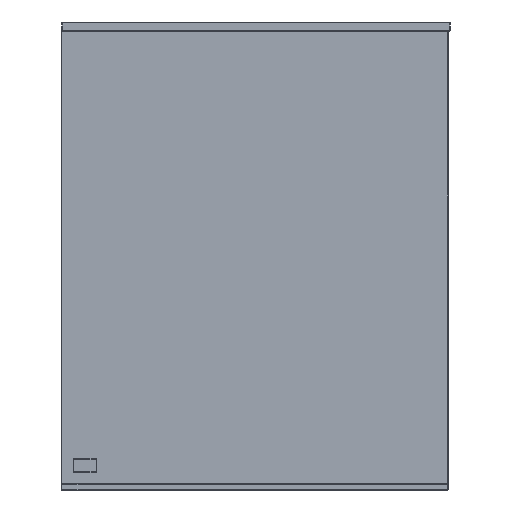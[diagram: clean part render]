
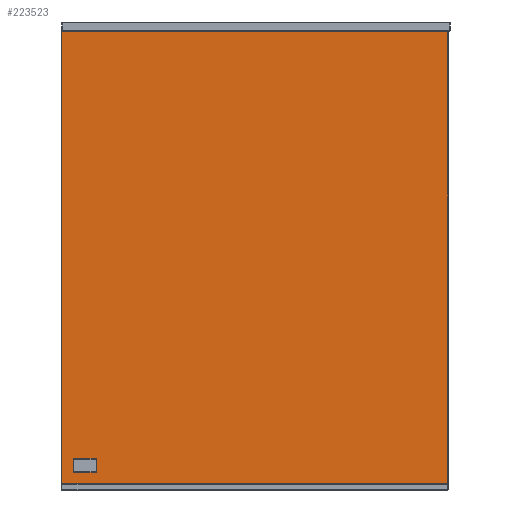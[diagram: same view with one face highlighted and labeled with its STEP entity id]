
A CAD part, left-side view. The second image highlights one B-rep face of the part: STEP entity #223523.
In plain terms, the highlighted planar face has unit normal (-1, 0, 0).
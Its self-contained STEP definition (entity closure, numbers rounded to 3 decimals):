
#223262=CARTESIAN_POINT('',(2422.339,-446.489,582.5));
#223263=VERTEX_POINT('',#223262);
#223270=CARTESIAN_POINT('',(2422.339,-446.696,582.293));
#223271=VERTEX_POINT('',#223270);
#223272=CARTESIAN_POINT('',(2422.339,-446.489,582.5));
#223273=DIRECTION('',(0.0,-0.707,-0.707));
#223274=VECTOR('',#223273,0.293);
#223275=LINE('',#223272,#223274);
#223276=EDGE_CURVE('',#223263,#223271,#223275,.T.);
#223293=CARTESIAN_POINT('',(2422.339,50.097,582.5));
#223294=VERTEX_POINT('',#223293);
#223301=CARTESIAN_POINT('',(2422.339,50.097,582.5));
#223302=DIRECTION('',(0.0,-1.0,0.0));
#223303=VECTOR('',#223302,496.586);
#223304=LINE('',#223301,#223303);
#223305=EDGE_CURVE('',#223294,#223263,#223304,.T.);
#223316=CARTESIAN_POINT('',(2422.339,-446.696,0.707));
#223317=VERTEX_POINT('',#223316);
#223318=CARTESIAN_POINT('',(2422.339,-446.696,582.293));
#223319=DIRECTION('',(0.0,0.0,-1.0));
#223320=VECTOR('',#223319,581.586);
#223321=LINE('',#223318,#223320);
#223322=EDGE_CURVE('',#223271,#223317,#223321,.T.);
#223348=CARTESIAN_POINT('',(2422.339,50.304,582.293));
#223349=VERTEX_POINT('',#223348);
#223356=CARTESIAN_POINT('',(2422.339,50.304,582.293));
#223357=DIRECTION('',(0.0,-0.707,0.707));
#223358=VECTOR('',#223357,0.293);
#223359=LINE('',#223356,#223358);
#223360=EDGE_CURVE('',#223349,#223294,#223359,.T.);
#223371=CARTESIAN_POINT('',(2422.339,-446.489,0.5));
#223372=VERTEX_POINT('',#223371);
#223373=CARTESIAN_POINT('',(2422.339,-446.696,0.707));
#223374=DIRECTION('',(0.0,0.707,-0.707));
#223375=VECTOR('',#223374,0.293);
#223376=LINE('',#223373,#223375);
#223377=EDGE_CURVE('',#223317,#223372,#223376,.T.);
#223403=CARTESIAN_POINT('',(2422.339,50.304,0.707));
#223404=VERTEX_POINT('',#223403);
#223411=CARTESIAN_POINT('',(2422.339,50.304,0.707));
#223412=DIRECTION('',(0.0,0.0,1.0));
#223413=VECTOR('',#223412,581.586);
#223414=LINE('',#223411,#223413);
#223415=EDGE_CURVE('',#223404,#223349,#223414,.T.);
#223426=CARTESIAN_POINT('',(2422.339,50.097,0.5));
#223427=VERTEX_POINT('',#223426);
#223428=CARTESIAN_POINT('',(2422.339,-446.489,0.5));
#223429=DIRECTION('',(0.0,1.0,0.0));
#223430=VECTOR('',#223429,496.586);
#223431=LINE('',#223428,#223430);
#223432=EDGE_CURVE('',#223372,#223427,#223431,.T.);
#223464=CARTESIAN_POINT('',(2422.339,50.097,0.5));
#223465=DIRECTION('',(0.0,0.707,0.707));
#223466=VECTOR('',#223465,0.293);
#223467=LINE('',#223464,#223466);
#223468=EDGE_CURVE('',#223427,#223404,#223467,.T.);
#223508=CARTESIAN_POINT('',(2422.339,50.804,0.));
#223509=DIRECTION('',(-1.0,0.0,0.0));
#223510=DIRECTION('',(0.0,-1.0,0.0));
#223511=AXIS2_PLACEMENT_3D('',#223508,#223509,#223510);
#223512=PLANE('',#223511);
#223513=ORIENTED_EDGE('',*,*,#223276,.F.);
#223514=ORIENTED_EDGE('',*,*,#223305,.F.);
#223515=ORIENTED_EDGE('',*,*,#223360,.F.);
#223516=ORIENTED_EDGE('',*,*,#223415,.F.);
#223517=ORIENTED_EDGE('',*,*,#223468,.F.);
#223518=ORIENTED_EDGE('',*,*,#223432,.F.);
#223519=ORIENTED_EDGE('',*,*,#223377,.F.);
#223520=ORIENTED_EDGE('',*,*,#223322,.F.);
#223521=EDGE_LOOP('',(#223513,#223514,#223515,#223516,#223517,#223518,#223519,#223520));
#223522=FACE_OUTER_BOUND('',#223521,.T.);
#223523=ADVANCED_FACE('',(#223522),#223512,.T.);
